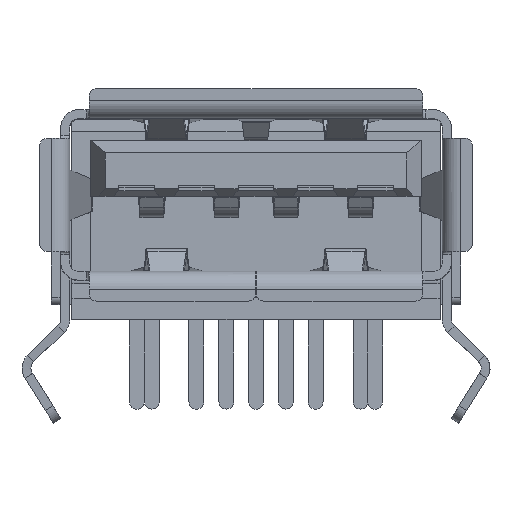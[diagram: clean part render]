
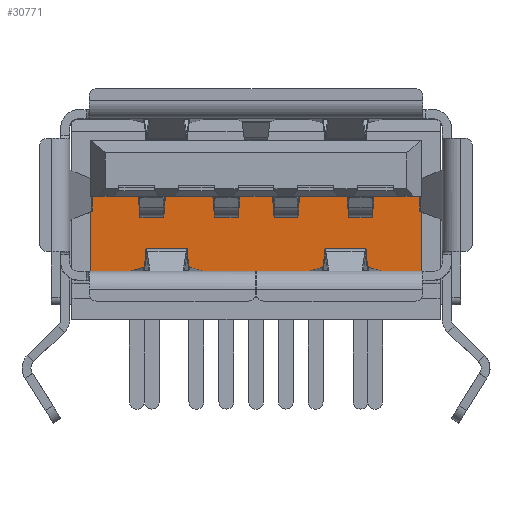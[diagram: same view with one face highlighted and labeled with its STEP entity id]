
A CAD part, top view. The second image highlights one B-rep face of the part: STEP entity #30771.
In plain terms, the highlighted planar face has unit normal (0, 0, 1).
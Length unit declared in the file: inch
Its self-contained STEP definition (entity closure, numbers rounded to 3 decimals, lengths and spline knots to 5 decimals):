
#263 = EDGE_CURVE ( 'NONE', #30708, #22242, #31681, .T. ) ;
#328 = AXIS2_PLACEMENT_3D ( 'NONE', #6320, #2810, #18555 ) ;
#369 = CARTESIAN_POINT ( 'NONE',  ( -0.2185, 0.04337, -0.12165 ) ) ;
#737 = VECTOR ( 'NONE', #23551, 39.37008 ) ;
#800 = CARTESIAN_POINT ( 'NONE',  ( 0.00039, 0.05715, -0.12165 ) ) ;
#896 = VECTOR ( 'NONE', #16973, 39.37008 ) ;
#1158 = ORIENTED_EDGE ( 'NONE', *, *, #16849, .T. ) ;
#2342 = DIRECTION ( 'NONE',  ( 0., -1., 0. ) ) ;
#2704 = CARTESIAN_POINT ( 'NONE',  ( -0.2185, 0.04534, -0.12165 ) ) ;
#2810 = DIRECTION ( 'NONE',  ( 0., 0., 1. ) ) ;
#2879 = CARTESIAN_POINT ( 'NONE',  ( 0.00039, 0.04534, -0.12165 ) ) ;
#3051 = VERTEX_POINT ( 'NONE', #16247 ) ;
#3380 = LINE ( 'NONE', #2879, #737 ) ;
#3866 = CARTESIAN_POINT ( 'NONE',  ( 0.2185, 0.04337, -0.12165 ) ) ;
#4097 = EDGE_CURVE ( 'NONE', #22586, #10833, #15223, .T. ) ;
#5172 = EDGE_CURVE ( 'NONE', #22242, #11567, #28646, .T. ) ;
#5311 = DIRECTION ( 'NONE',  ( 1., 0., 0. ) ) ;
#5370 = VECTOR ( 'NONE', #19232, 39.37008 ) ;
#5630 = EDGE_CURVE ( 'NONE', #19540, #20194, #3380, .T. ) ;
#6012 = VECTOR ( 'NONE', #6802, 39.37008 ) ;
#6027 = CARTESIAN_POINT ( 'NONE',  ( 0.2185, 0.05715, -0.12165 ) ) ;
#6295 = EDGE_CURVE ( 'NONE', #13878, #13744, #26411, .T. ) ;
#6300 = CARTESIAN_POINT ( 'NONE',  ( 0.00039, 0.05715, -0.12165 ) ) ;
#6320 = CARTESIAN_POINT ( 'NONE',  ( 0., 0.09987, -0.12165 ) ) ;
#6430 = ORIENTED_EDGE ( 'NONE', *, *, #263, .T. ) ;
#6802 = DIRECTION ( 'NONE',  ( 1., 0., 0. ) ) ;
#6843 = CARTESIAN_POINT ( 'NONE',  ( 0.2185, 0.04337, -0.12165 ) ) ;
#7452 = CARTESIAN_POINT ( 'NONE',  ( -0.2185, 0.05715, -0.12165 ) ) ;
#8693 = VECTOR ( 'NONE', #16600, 39.37008 ) ;
#9500 = VECTOR ( 'NONE', #5311, 39.37008 ) ;
#10833 = VERTEX_POINT ( 'NONE', #16027 ) ;
#11009 = DIRECTION ( 'NONE',  ( 0., 1., 0. ) ) ;
#11567 = VERTEX_POINT ( 'NONE', #31579 ) ;
#11628 = ORIENTED_EDGE ( 'NONE', *, *, #4097, .T. ) ;
#12897 = DIRECTION ( 'NONE',  ( 0., -1., 0. ) ) ;
#13199 = EDGE_CURVE ( 'NONE', #22914, #13878, #23598, .T. ) ;
#13426 = CARTESIAN_POINT ( 'NONE',  ( -0.00039, 0.04534, -0.12165 ) ) ;
#13744 = VERTEX_POINT ( 'NONE', #29058 ) ;
#13878 = VERTEX_POINT ( 'NONE', #6843 ) ;
#14593 = LINE ( 'NONE', #27635, #6012 ) ;
#14790 = VECTOR ( 'NONE', #15760, 39.37008 ) ;
#15223 = LINE ( 'NONE', #33345, #25021 ) ;
#15518 = CARTESIAN_POINT ( 'NONE',  ( -0.00039, 0.05715, -0.12165 ) ) ;
#15760 = DIRECTION ( 'NONE',  ( -1., 0., 0. ) ) ;
#16027 = CARTESIAN_POINT ( 'NONE',  ( -0.2185, 0.05715, -0.12165 ) ) ;
#16240 = LINE ( 'NONE', #800, #21807 ) ;
#16247 = CARTESIAN_POINT ( 'NONE',  ( 0.2185, 0.15637, -0.12165 ) ) ;
#16600 = DIRECTION ( 'NONE',  ( 0., -1., 0. ) ) ;
#16847 = VECTOR ( 'NONE', #30976, 39.37008 ) ;
#16849 = EDGE_CURVE ( 'NONE', #18227, #3051, #32099, .T. ) ;
#16973 = DIRECTION ( 'NONE',  ( -1., 0., 0. ) ) ;
#17359 = ORIENTED_EDGE ( 'NONE', *, *, #5630, .T. ) ;
#18098 = LINE ( 'NONE', #7452, #16847 ) ;
#18127 = VECTOR ( 'NONE', #11009, 39.37008 ) ;
#18222 = EDGE_CURVE ( 'NONE', #11567, #22914, #31342, .T. ) ;
#18227 = VERTEX_POINT ( 'NONE', #26094 ) ;
#18555 = DIRECTION ( 'NONE',  ( 0., -1., 0. ) ) ;
#19232 = DIRECTION ( 'NONE',  ( 0., 1., 0. ) ) ;
#19258 = EDGE_CURVE ( 'NONE', #22586, #3051, #14593, .T. ) ;
#19540 = VERTEX_POINT ( 'NONE', #26730 ) ;
#20194 = VERTEX_POINT ( 'NONE', #6300 ) ;
#20470 = ORIENTED_EDGE ( 'NONE', *, *, #5172, .T. ) ;
#21807 = VECTOR ( 'NONE', #23711, 39.37008 ) ;
#22242 = VERTEX_POINT ( 'NONE', #13426 ) ;
#22586 = VERTEX_POINT ( 'NONE', #28625 ) ;
#22644 = EDGE_CURVE ( 'NONE', #20194, #18227, #16240, .T. ) ;
#22914 = VERTEX_POINT ( 'NONE', #23671 ) ;
#22964 = ORIENTED_EDGE ( 'NONE', *, *, #13199, .T. ) ;
#23551 = DIRECTION ( 'NONE',  ( 0., 1., 0. ) ) ;
#23598 = LINE ( 'NONE', #369, #9500 ) ;
#23671 = CARTESIAN_POINT ( 'NONE',  ( -0.2185, 0.04337, -0.12165 ) ) ;
#23711 = DIRECTION ( 'NONE',  ( 1., 0., 0. ) ) ;
#24128 = ORIENTED_EDGE ( 'NONE', *, *, #22644, .T. ) ;
#25021 = VECTOR ( 'NONE', #2342, 39.37008 ) ;
#25061 = ORIENTED_EDGE ( 'NONE', *, *, #30893, .T. ) ;
#25101 = EDGE_CURVE ( 'NONE', #10833, #30708, #18098, .T. ) ;
#25231 = ORIENTED_EDGE ( 'NONE', *, *, #6295, .T. ) ;
#26094 = CARTESIAN_POINT ( 'NONE',  ( 0.2185, 0.05715, -0.12165 ) ) ;
#26400 = ORIENTED_EDGE ( 'NONE', *, *, #25101, .T. ) ;
#26411 = LINE ( 'NONE', #3866, #18127 ) ;
#26517 = VECTOR ( 'NONE', #12897, 39.37008 ) ;
#26730 = CARTESIAN_POINT ( 'NONE',  ( 0.00039, 0.04534, -0.12165 ) ) ;
#26733 = ORIENTED_EDGE ( 'NONE', *, *, #18222, .T. ) ;
#26940 = CARTESIAN_POINT ( 'NONE',  ( -0.00039, 0.05715, -0.12165 ) ) ;
#27635 = CARTESIAN_POINT ( 'NONE',  ( -0.2185, 0.15637, -0.12165 ) ) ;
#27818 = CARTESIAN_POINT ( 'NONE',  ( 0.2185, 0.04534, -0.12165 ) ) ;
#28448 = EDGE_LOOP ( 'NONE', ( #17359, #24128, #1158, #30611, #11628, #26400, #6430, #20470, #26733, #22964, #25231, #25061 ) ) ;
#28625 = CARTESIAN_POINT ( 'NONE',  ( -0.2185, 0.15637, -0.12165 ) ) ;
#28646 = LINE ( 'NONE', #31521, #14790 ) ;
#29058 = CARTESIAN_POINT ( 'NONE',  ( 0.2185, 0.04534, -0.12165 ) ) ;
#30611 = ORIENTED_EDGE ( 'NONE', *, *, #19258, .F. ) ;
#30708 = VERTEX_POINT ( 'NONE', #15518 ) ;
#30771 = ADVANCED_FACE ( 'NONE', ( #33145 ), #30944, .T. ) ;
#30893 = EDGE_CURVE ( 'NONE', #13744, #19540, #32553, .T. ) ;
#30944 = PLANE ( 'NONE',  #328 ) ;
#30976 = DIRECTION ( 'NONE',  ( 1., 0., 0. ) ) ;
#31342 = LINE ( 'NONE', #2704, #26517 ) ;
#31521 = CARTESIAN_POINT ( 'NONE',  ( -0.00039, 0.04534, -0.12165 ) ) ;
#31579 = CARTESIAN_POINT ( 'NONE',  ( -0.2185, 0.04534, -0.12165 ) ) ;
#31681 = LINE ( 'NONE', #26940, #8693 ) ;
#32099 = LINE ( 'NONE', #6027, #5370 ) ;
#32553 = LINE ( 'NONE', #27818, #896 ) ;
#33145 = FACE_OUTER_BOUND ( 'NONE', #28448, .T. ) ;
#33345 = CARTESIAN_POINT ( 'NONE',  ( -0.2185, 0.15637, -0.12165 ) ) ;
